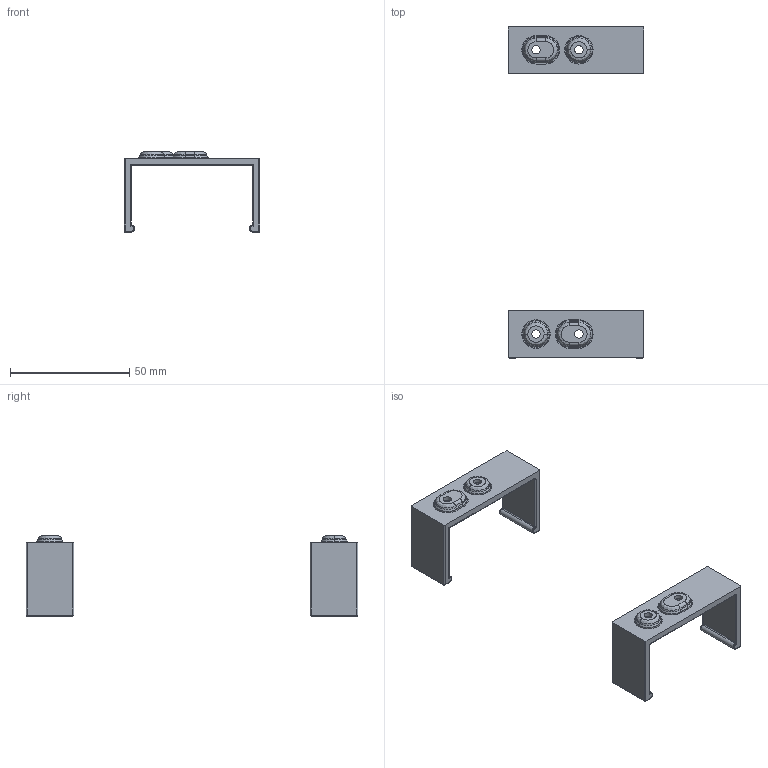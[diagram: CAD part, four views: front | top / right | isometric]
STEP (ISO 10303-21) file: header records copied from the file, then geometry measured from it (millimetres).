
FILE_DESCRIPTION(/* description */ (''),/* implementation_level */ '2;1');
FILE_NAME(/* name */ 'Holder.step',/* time_stamp */ '2023-07-20T13:40:04+08:00',/* author */ (''),/* organization */ (''),/* preprocessor_version */ 'ST-DEVELOPER v19.2',/* originating_system */ 'Autodesk Translation Framework v12.6.0.85',/* authorisation */ '');
FILE_SCHEMA (('AUTOMOTIVE_DESIGN { 1 0 10303 214 3 1 1 }'));
Length unit declared in the file: millimetre
Products named in the file (1): Holder
Bounding box: 57 x 139.27 x 33.6 mm (x, y, z)
Volume: 14070.3 mm3; surface area: 12982.1 mm2
Topology: 4 solids, 4 shells, 272 faces, 622 edges, 361 vertices
Faces by surface type: cylinder 91, plane 84, bspline 50, torus 26, cone 13, sphere 8
Full cylindrical faces by diameter (mm): 3.5 x4, 6 x4, 11 x2, 11.9 x2
Entity records: 12219 total; most frequent: CARTESIAN_POINT 6332, ORIENTED_EDGE 1224, DIRECTION 1145, EDGE_CURVE 612, AXIS2_PLACEMENT_3D 418, VERTEX_POINT 361, LINE 309, VECTOR 309
